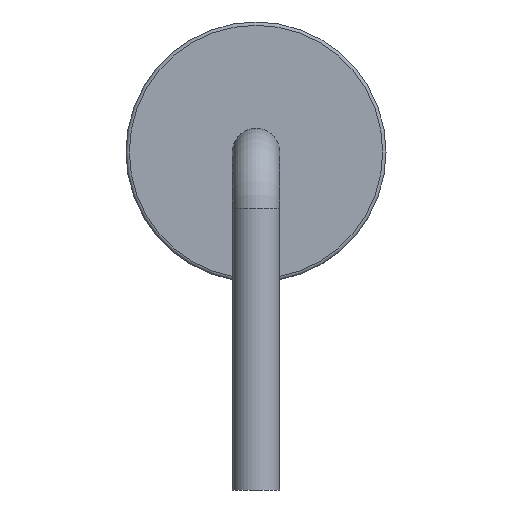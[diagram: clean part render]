
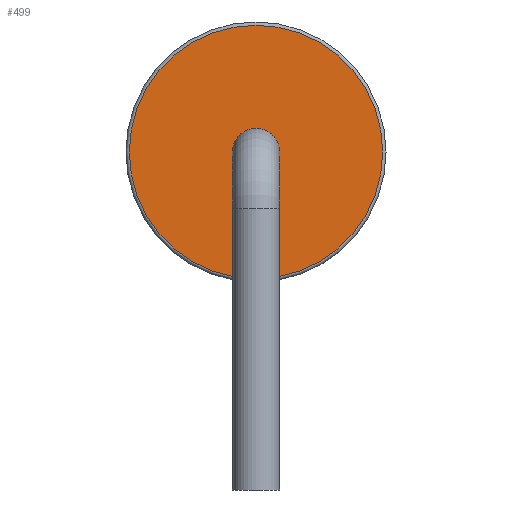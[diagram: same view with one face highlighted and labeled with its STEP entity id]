
A CAD part, front view. The second image highlights one B-rep face of the part: STEP entity #499.
In plain terms, the highlighted planar face has unit normal (0, -1, 0).
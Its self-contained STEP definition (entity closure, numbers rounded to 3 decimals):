
#478 = VERTEX_POINT('',#479);
#479 = CARTESIAN_POINT('',(2.68,1.8,0.));
#488 = EDGE_CURVE('',#478,#478,#489,.T.);
#489 = CIRCLE('',#490,2.68);
#490 = AXIS2_PLACEMENT_3D('',#491,#492,#493);
#491 = CARTESIAN_POINT('',(0.,1.8,0.));
#492 = DIRECTION('',(0.,-1.,0.));
#493 = DIRECTION('',(1.,0.,0.));
#499 = ADVANCED_FACE('',(#500,#503),#514,.F.);
#500 = FACE_BOUND('',#501,.F.);
#501 = EDGE_LOOP('',(#502));
#502 = ORIENTED_EDGE('',*,*,#488,.F.);
#503 = FACE_BOUND('',#504,.F.);
#504 = EDGE_LOOP('',(#505));
#505 = ORIENTED_EDGE('',*,*,#506,.F.);
#506 = EDGE_CURVE('',#507,#507,#509,.T.);
#507 = VERTEX_POINT('',#508);
#508 = CARTESIAN_POINT('',(0.5,1.8,0.));
#509 = CIRCLE('',#510,0.5);
#510 = AXIS2_PLACEMENT_3D('',#511,#512,#513);
#511 = CARTESIAN_POINT('',(0.,1.8,0.));
#512 = DIRECTION('',(0.,1.,0.));
#513 = DIRECTION('',(1.,0.,0.));
#514 = PLANE('',#515);
#515 = AXIS2_PLACEMENT_3D('',#516,#517,#518);
#516 = CARTESIAN_POINT('',(0.,1.8,0.));
#517 = DIRECTION('',(0.,1.,0.));
#518 = DIRECTION('',(0.,0.,1.));
